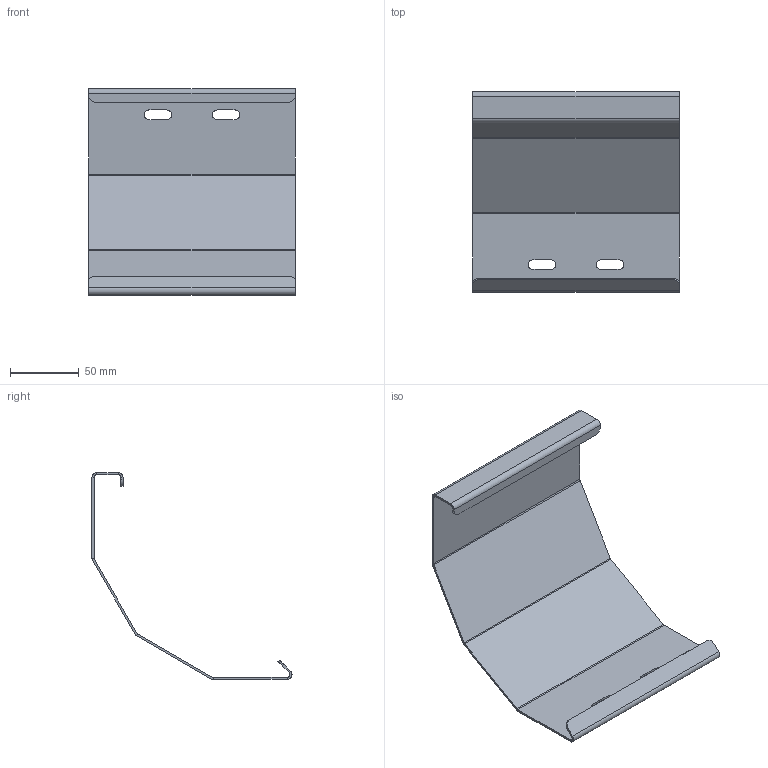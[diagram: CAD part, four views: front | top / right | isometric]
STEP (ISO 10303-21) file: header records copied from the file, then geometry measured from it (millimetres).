
FILE_DESCRIPTION (( 'STEP AP203' ), '1' );
FILE_NAME ('LE-SK00-200 LESTA Ñïóñê êàáåëÿ ëåñòí. îñí. 200ìì IEK.STEP', '2023-03-23T06:15:19', ( '' ), ( '' ), 'SwSTEP 2.0', 'SolidWorks 2022', '' );
FILE_SCHEMA (( 'CONFIG_CONTROL_DESIGN' ));
Length unit declared in the file: millimetre
Products named in the file (1): LE-SK00-200 LESTA Спуск кабеля лестн. осн. 200мм IEK
Bounding box: 150 x 145.04 x 150 mm (x, y, z)
Volume: 64145.9 mm3; surface area: 87119 mm2
Topology: 1 solids, 1 shells, 74 faces, 168 edges, 96 vertices
Faces by surface type: plane 50, cylinder 24
Entity records: 2109 total; most frequent: DIRECTION 366, CARTESIAN_POINT 339, ORIENTED_EDGE 336, EDGE_CURVE 168, AXIS2_PLACEMENT_3D 123, LINE 120, VECTOR 120, VERTEX_POINT 96
